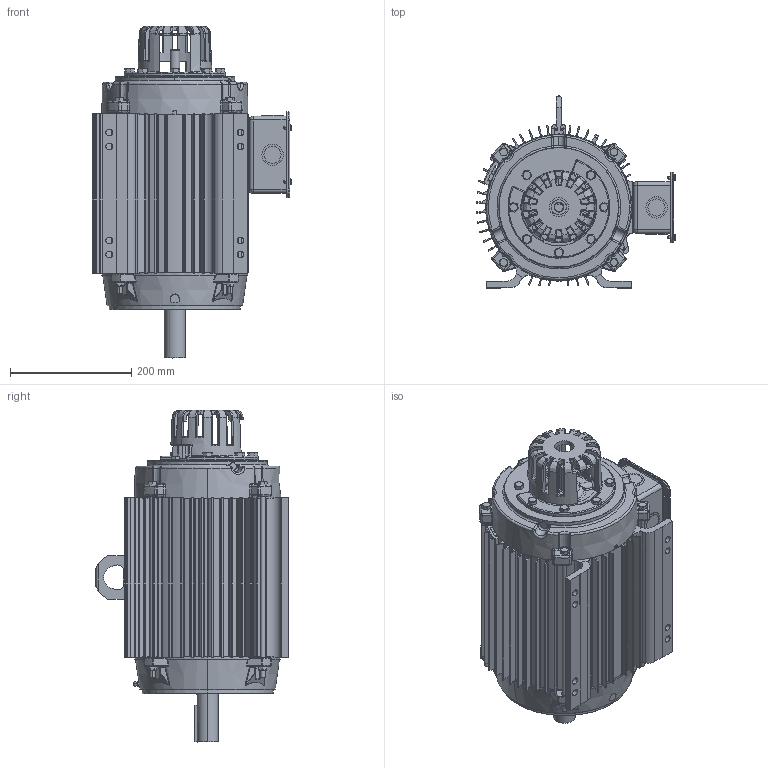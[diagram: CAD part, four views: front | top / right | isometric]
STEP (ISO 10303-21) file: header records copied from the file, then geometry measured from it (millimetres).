
FILE_DESCRIPTION (( 'STEP AP214' ), '1' );
FILE_NAME ('Y544-A772.STEP', '2022-01-13T15:48:37', ( '' ), ( '' ), 'SwSTEP 2.0', 'SolidWorks 2017', '' );
FILE_SCHEMA (( 'AUTOMOTIVE_DESIGN' ));
Length unit declared in the file: inch
Products named in the file (1): Y544-A772
Bounding box: 329.1 x 316.37 x 546.91 mm (x, y, z)
Volume: 4194631.4 mm3; surface area: 1598052.4 mm2
Topology: 37 solids, 37 shells, 4034 faces, 10556 edges, 6428 vertices
Faces by surface type: bspline 1284, plane 1134, cylinder 1117, cone 499
Entity records: 174626 total; most frequent: CARTESIAN_POINT 85299, ORIENTED_EDGE 20676, DIRECTION 16276, EDGE_CURVE 10338, VERTEX_POINT 6428, AXIS2_PLACEMENT_3D 6384, EDGE_LOOP 4236, FACE_OUTER_BOUND 4034
